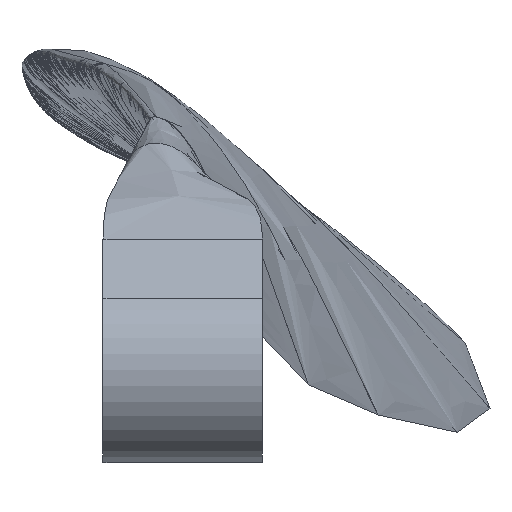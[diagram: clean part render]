
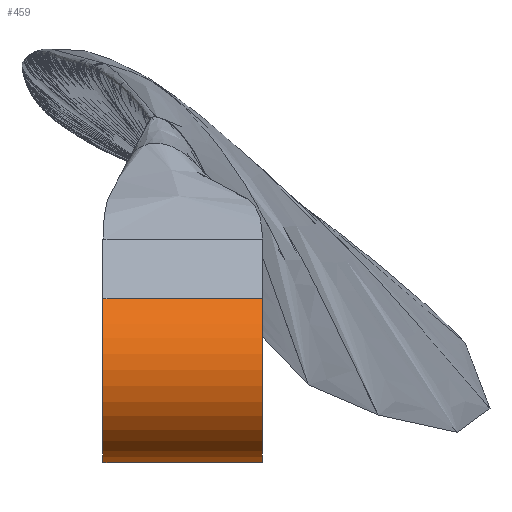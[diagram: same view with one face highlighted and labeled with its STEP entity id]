
A CAD part, front view. The second image highlights one B-rep face of the part: STEP entity #459.
In plain terms, the highlighted cylindrical face has radius 3.5 mm (diameter 7 mm), a partial arc.
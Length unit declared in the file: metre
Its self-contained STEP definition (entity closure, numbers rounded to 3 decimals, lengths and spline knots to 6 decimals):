
#107=VECTOR('',#526,1.);
#108=VECTOR('',#527,1.);
#119=LINE('',#1165,#107);
#120=LINE('',#1166,#108);
#136=CIRCLE('',#3351,0.0035);
#137=CIRCLE('',#3353,0.0035);
#139=CYLINDRICAL_SURFACE('',#3352,0.0035);
#173=VERTEX_POINT('',#1154);
#174=VERTEX_POINT('',#1155);
#177=VERTEX_POINT('',#1163);
#178=VERTEX_POINT('',#1164);
#219=EDGE_CURVE('',#173,#174,#136,.T.);
#223=EDGE_CURVE('',#177,#178,#137,.T.);
#224=EDGE_CURVE('',#178,#173,#119,.T.);
#225=EDGE_CURVE('',#174,#177,#120,.T.);
#290=ORIENTED_EDGE('',*,*,#223,.T.);
#291=ORIENTED_EDGE('',*,*,#224,.T.);
#292=ORIENTED_EDGE('',*,*,#219,.T.);
#293=ORIENTED_EDGE('',*,*,#225,.T.);
#397=EDGE_LOOP('',(#290,#291,#292,#293));
#429=FACE_BOUND('',#397,.T.);
#459=ADVANCED_FACE('',(#429),#139,.T.);
#517=DIRECTION('',(-1.,0.,0.));
#518=DIRECTION('',(0.,0.,-0.003));
#522=DIRECTION('',(-1.,0.,0.));
#523=DIRECTION('',(0.,0.,-0.003));
#524=DIRECTION('',(1.,0.,0.));
#525=DIRECTION('',(0.,-0.003,0.));
#526=DIRECTION('',(1.,0.,0.));
#527=DIRECTION('',(-1.,0.,0.));
#1153=CARTESIAN_POINT('',(0.003221,0.013497,-0.007229));
#1154=CARTESIAN_POINT('',(0.003221,0.015747,-0.00991));
#1155=CARTESIAN_POINT('',(0.003221,0.011247,-0.004548));
#1161=CARTESIAN_POINT('',(-0.000586,0.013497,-0.007229));
#1162=CARTESIAN_POINT('',(-0.002779,0.013497,-0.007229));
#1163=CARTESIAN_POINT('',(-0.002779,0.011247,-0.004548));
#1164=CARTESIAN_POINT('',(-0.002779,0.015747,-0.00991));
#1165=CARTESIAN_POINT('',(-0.000586,0.015747,-0.00991));
#1166=CARTESIAN_POINT('',(0.001313,0.011247,-0.004548));
#3351=AXIS2_PLACEMENT_3D('',#1153,#517,#518);
#3352=AXIS2_PLACEMENT_3D('',#1161,#522,#523);
#3353=AXIS2_PLACEMENT_3D('',#1162,#524,#525);
